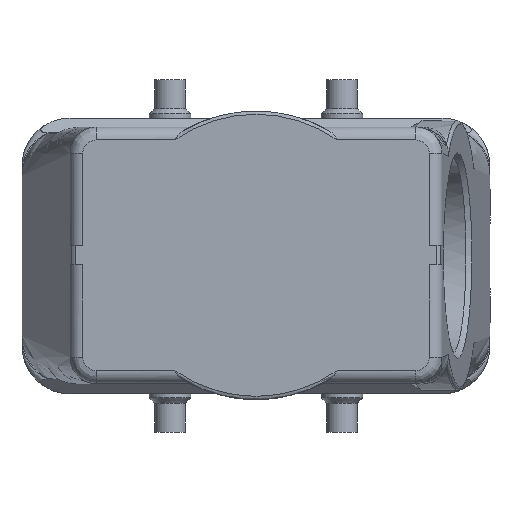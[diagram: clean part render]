
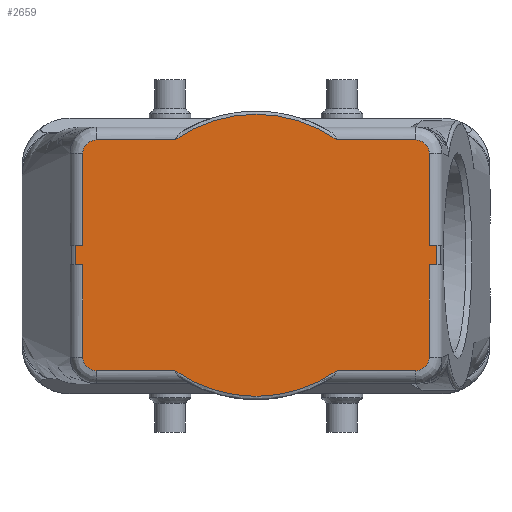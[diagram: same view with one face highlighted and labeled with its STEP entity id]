
A CAD part, top view. The second image highlights one B-rep face of the part: STEP entity #2659.
In plain terms, the highlighted planar face has unit normal (0, 0, 1).
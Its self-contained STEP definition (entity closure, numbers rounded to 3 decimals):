
#2264=B_SPLINE_CURVE_WITH_KNOTS('',3,(#11783,#11784,#11785,#11786,#11787,
#11788,#11789),.UNSPECIFIED.,.F.,.F.,(4,3,4),(0.,0.548,1.),
 .UNSPECIFIED.);
#2283=B_SPLINE_CURVE_WITH_KNOTS('',3,(#12274,#12275,#12276,#12277,#12278,
#12279,#12280),.UNSPECIFIED.,.F.,.F.,(4,3,4),(0.,0.452,1.),
 .UNSPECIFIED.);
#2296=B_SPLINE_CURVE_WITH_KNOTS('',3,(#12832,#12833,#12834,#12835,#12836,
#12837,#12838),.UNSPECIFIED.,.F.,.F.,(4,3,4),(0.,0.548,1.),
 .UNSPECIFIED.);
#2318=B_SPLINE_CURVE_WITH_KNOTS('',3,(#13422,#13423,#13424,#13425,#13426,
#13427,#13428),.UNSPECIFIED.,.F.,.F.,(4,3,4),(0.,0.452,1.),
 .UNSPECIFIED.);
#2659=ADVANCED_FACE('',(#3191),#2903,.F.);
#2903=PLANE('',#8549);
#3191=FACE_OUTER_BOUND('',#3545,.T.);
#3545=EDGE_LOOP('',(#5244,#5245,#5246,#5247,#5248,#5249,#5250,#5251,#5252,
#5253,#5254,#5255,#5256,#5257,#5258,#5259,#5260,#5261,#5262,#5263));
#3891=CIRCLE('',#8547,22.);
#3892=CIRCLE('',#8548,22.);
#5244=ORIENTED_EDGE('',*,*,#6809,.F.);
#5245=ORIENTED_EDGE('',*,*,#7056,.T.);
#5246=ORIENTED_EDGE('',*,*,#6812,.F.);
#5247=ORIENTED_EDGE('',*,*,#6743,.F.);
#5248=ORIENTED_EDGE('',*,*,#6745,.F.);
#5249=ORIENTED_EDGE('',*,*,#6351,.F.);
#5250=ORIENTED_EDGE('',*,*,#6598,.T.);
#5251=ORIENTED_EDGE('',*,*,#6354,.T.);
#5252=ORIENTED_EDGE('',*,*,#7046,.F.);
#5253=ORIENTED_EDGE('',*,*,#7048,.F.);
#5254=ORIENTED_EDGE('',*,*,#7051,.F.);
#5255=ORIENTED_EDGE('',*,*,#7057,.T.);
#5256=ORIENTED_EDGE('',*,*,#7054,.F.);
#5257=ORIENTED_EDGE('',*,*,#6955,.F.);
#5258=ORIENTED_EDGE('',*,*,#6952,.F.);
#5259=ORIENTED_EDGE('',*,*,#7058,.T.);
#5260=ORIENTED_EDGE('',*,*,#6596,.T.);
#5261=ORIENTED_EDGE('',*,*,#6815,.F.);
#5262=ORIENTED_EDGE('',*,*,#6803,.F.);
#5263=ORIENTED_EDGE('',*,*,#6806,.F.);
#5747=VERTEX_POINT('',#10237);
#5749=VERTEX_POINT('',#10240);
#5751=VERTEX_POINT('',#10246);
#5752=VERTEX_POINT('',#10247);
#5939=VERTEX_POINT('',#11319);
#5940=VERTEX_POINT('',#11321);
#6038=VERTEX_POINT('',#11782);
#6039=VERTEX_POINT('',#11790);
#6068=VERTEX_POINT('',#12260);
#6069=VERTEX_POINT('',#12262);
#6070=VERTEX_POINT('',#12273);
#6072=VERTEX_POINT('',#12384);
#6074=VERTEX_POINT('',#12395);
#6171=VERTEX_POINT('',#12820);
#6172=VERTEX_POINT('',#12822);
#6174=VERTEX_POINT('',#12839);
#6218=VERTEX_POINT('',#13412);
#6219=VERTEX_POINT('',#13421);
#6221=VERTEX_POINT('',#13524);
#6223=VERTEX_POINT('',#13543);
#6351=EDGE_CURVE('',#5747,#5749,#7246,.T.);
#6354=EDGE_CURVE('',#5751,#5752,#7248,.T.);
#6596=EDGE_CURVE('',#5940,#5939,#7352,.T.);
#6598=EDGE_CURVE('',#5747,#5751,#7353,.T.);
#6743=EDGE_CURVE('',#6038,#6039,#2264,.T.);
#6745=EDGE_CURVE('',#5749,#6038,#7444,.T.);
#6803=EDGE_CURVE('',#6068,#6069,#7474,.T.);
#6806=EDGE_CURVE('',#6070,#6068,#2283,.T.);
#6809=EDGE_CURVE('',#6072,#6070,#7475,.T.);
#6812=EDGE_CURVE('',#6039,#6074,#7476,.T.);
#6815=EDGE_CURVE('',#6069,#5939,#7478,.T.);
#6952=EDGE_CURVE('',#6171,#6172,#7563,.T.);
#6955=EDGE_CURVE('',#6172,#6174,#2296,.T.);
#7046=EDGE_CURVE('',#6218,#5752,#7613,.T.);
#7048=EDGE_CURVE('',#6219,#6218,#2318,.T.);
#7051=EDGE_CURVE('',#6221,#6219,#7614,.T.);
#7054=EDGE_CURVE('',#6174,#6223,#7615,.T.);
#7056=EDGE_CURVE('',#6072,#6074,#3891,.T.);
#7057=EDGE_CURVE('',#6221,#6223,#3892,.T.);
#7058=EDGE_CURVE('',#6171,#5940,#7616,.T.);
#7246=LINE('',#10239,#7697);
#7248=LINE('',#10245,#7699);
#7352=LINE('',#11320,#7803);
#7353=LINE('',#11324,#7804);
#7444=LINE('',#11879,#7895);
#7474=LINE('',#12261,#7925);
#7475=LINE('',#12385,#7926);
#7476=LINE('',#12394,#7927);
#7478=LINE('',#12408,#7929);
#7563=LINE('',#12821,#8014);
#7613=LINE('',#13413,#8064);
#7614=LINE('',#13525,#8065);
#7615=LINE('',#13542,#8066);
#7616=LINE('',#13557,#8067);
#7697=VECTOR('',#8715,1.);
#7699=VECTOR('',#8721,1.);
#7803=VECTOR('',#9069,1.);
#7804=VECTOR('',#9074,1.);
#7895=VECTOR('',#9333,1.);
#7925=VECTOR('',#9405,1.);
#7926=VECTOR('',#9410,1.);
#7927=VECTOR('',#9417,1.);
#7929=VECTOR('',#9421,1.);
#8014=VECTOR('',#9674,1.);
#8064=VECTOR('',#9810,1.);
#8065=VECTOR('',#9813,1.);
#8066=VECTOR('',#9820,1.);
#8067=VECTOR('',#9827,1.);
#8547=AXIS2_PLACEMENT_3D('',#13555,#9823,#9824);
#8548=AXIS2_PLACEMENT_3D('',#13556,#9825,#9826);
#8549=AXIS2_PLACEMENT_3D('',#13558,#9828,#9829);
#8715=DIRECTION('',(1.,0.,0.));
#8721=DIRECTION('',(1.,0.,0.));
#9069=DIRECTION('',(0.,1.,0.));
#9074=DIRECTION('',(0.,-1.,0.));
#9333=DIRECTION('',(0.,1.,0.));
#9405=DIRECTION('',(0.,-1.,0.));
#9410=DIRECTION('',(1.,0.,0.));
#9417=DIRECTION('',(1.,0.,0.));
#9421=DIRECTION('',(1.,0.,0.));
#9674=DIRECTION('',(0.,-1.,0.));
#9810=DIRECTION('',(0.,1.,0.));
#9813=DIRECTION('',(-1.,0.,0.));
#9820=DIRECTION('',(-1.,0.,0.));
#9823=DIRECTION('',(0.,0.,1.));
#9824=DIRECTION('',(0.,1.,0.));
#9825=DIRECTION('',(0.,0.,1.));
#9826=DIRECTION('',(0.,1.,0.));
#9827=DIRECTION('',(1.,0.,0.));
#9828=DIRECTION('',(0.,0.,-1.));
#9829=DIRECTION('',(0.,1.,0.));
#10237=CARTESIAN_POINT('',(-28.147,1.602,69.95));
#10239=CARTESIAN_POINT('',(37.841,1.602,69.95));
#10240=CARTESIAN_POINT('',(-27.011,1.602,69.95));
#10245=CARTESIAN_POINT('',(37.841,-1.398,69.95));
#10246=CARTESIAN_POINT('',(-28.147,-1.398,69.95));
#10247=CARTESIAN_POINT('',(-27.011,-1.398,69.95));
#11319=CARTESIAN_POINT('',(28.188,1.602,69.95));
#11320=CARTESIAN_POINT('',(28.188,1.702,69.95));
#11321=CARTESIAN_POINT('',(28.188,-1.398,69.95));
#11324=CARTESIAN_POINT('',(-28.147,-1.498,69.95));
#11782=CARTESIAN_POINT('',(-27.011,15.993,69.95));
#11783=CARTESIAN_POINT('',(-27.011,15.993,69.95));
#11784=CARTESIAN_POINT('',(-27.011,16.57,69.95));
#11785=CARTESIAN_POINT('',(-26.694,17.148,69.95));
#11786=CARTESIAN_POINT('',(-26.234,17.552,69.95));
#11787=CARTESIAN_POINT('',(-25.855,17.886,69.95));
#11788=CARTESIAN_POINT('',(-25.377,18.102,69.95));
#11789=CARTESIAN_POINT('',(-24.899,18.102,69.95));
#11790=CARTESIAN_POINT('',(-24.899,18.102,69.95));
#11879=CARTESIAN_POINT('',(-27.011,1.602,69.95));
#12260=CARTESIAN_POINT('',(27.053,15.993,69.95));
#12261=CARTESIAN_POINT('',(27.053,15.993,69.95));
#12262=CARTESIAN_POINT('',(27.053,1.602,69.95));
#12273=CARTESIAN_POINT('',(24.941,18.102,69.95));
#12274=CARTESIAN_POINT('',(24.941,18.102,69.95));
#12275=CARTESIAN_POINT('',(25.419,18.102,69.95));
#12276=CARTESIAN_POINT('',(25.896,17.886,69.95));
#12277=CARTESIAN_POINT('',(26.276,17.552,69.95));
#12278=CARTESIAN_POINT('',(26.736,17.148,69.95));
#12279=CARTESIAN_POINT('',(27.053,16.57,69.95));
#12280=CARTESIAN_POINT('',(27.053,15.993,69.95));
#12384=CARTESIAN_POINT('',(12.67,18.102,69.95));
#12385=CARTESIAN_POINT('',(12.67,18.102,69.95));
#12394=CARTESIAN_POINT('',(-24.899,18.102,69.95));
#12395=CARTESIAN_POINT('',(-12.628,18.102,69.95));
#12408=CARTESIAN_POINT('',(37.841,1.602,69.95));
#12820=CARTESIAN_POINT('',(27.053,-1.398,69.95));
#12821=CARTESIAN_POINT('',(27.053,-1.398,69.95));
#12822=CARTESIAN_POINT('',(27.053,-15.788,69.95));
#12832=CARTESIAN_POINT('',(27.053,-15.788,69.95));
#12833=CARTESIAN_POINT('',(27.053,-16.366,69.95));
#12834=CARTESIAN_POINT('',(26.736,-16.943,69.95));
#12835=CARTESIAN_POINT('',(26.276,-17.348,69.95));
#12836=CARTESIAN_POINT('',(25.896,-17.682,69.95));
#12837=CARTESIAN_POINT('',(25.419,-17.898,69.95));
#12838=CARTESIAN_POINT('',(24.941,-17.898,69.95));
#12839=CARTESIAN_POINT('',(24.941,-17.898,69.95));
#13412=CARTESIAN_POINT('',(-27.011,-15.788,69.95));
#13413=CARTESIAN_POINT('',(-27.011,-15.788,69.95));
#13421=CARTESIAN_POINT('',(-24.899,-17.898,69.95));
#13422=CARTESIAN_POINT('',(-24.899,-17.898,69.95));
#13423=CARTESIAN_POINT('',(-25.377,-17.898,69.95));
#13424=CARTESIAN_POINT('',(-25.855,-17.682,69.95));
#13425=CARTESIAN_POINT('',(-26.234,-17.348,69.95));
#13426=CARTESIAN_POINT('',(-26.694,-16.943,69.95));
#13427=CARTESIAN_POINT('',(-27.011,-16.366,69.95));
#13428=CARTESIAN_POINT('',(-27.011,-15.788,69.95));
#13524=CARTESIAN_POINT('',(-12.628,-17.898,69.95));
#13525=CARTESIAN_POINT('',(-12.628,-17.898,69.95));
#13542=CARTESIAN_POINT('',(24.941,-17.898,69.95));
#13543=CARTESIAN_POINT('',(12.67,-17.898,69.95));
#13555=CARTESIAN_POINT('',(0.021,0.102,69.95));
#13556=CARTESIAN_POINT('',(0.021,0.102,69.95));
#13557=CARTESIAN_POINT('',(37.841,-1.398,69.95));
#13558=CARTESIAN_POINT('',(-29.949,-23.623,69.95));
